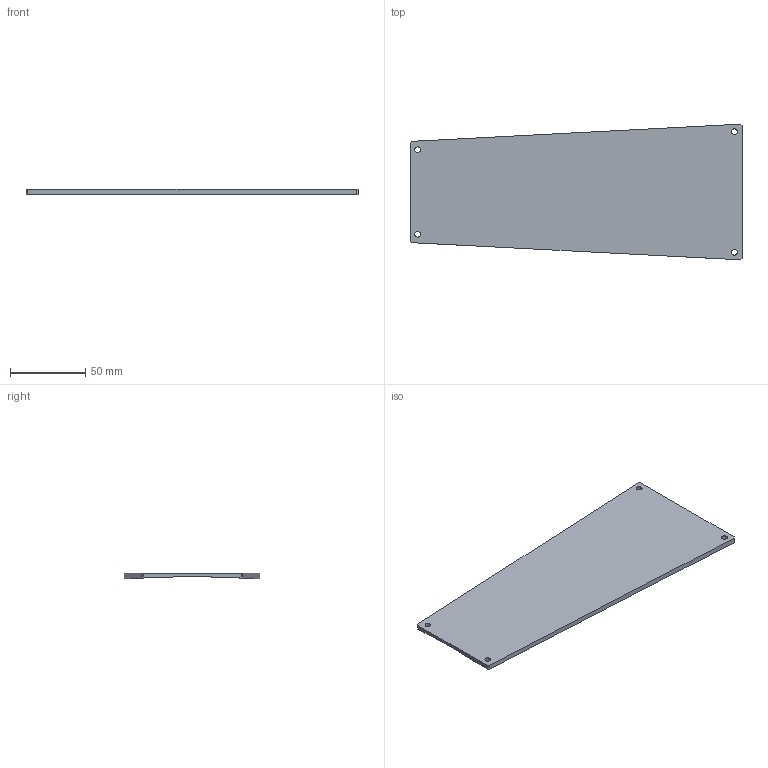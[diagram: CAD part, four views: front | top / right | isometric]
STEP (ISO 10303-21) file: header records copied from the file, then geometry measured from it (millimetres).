
FILE_DESCRIPTION (( 'STEP AP203' ), '1' );
FILE_NAME ('Capot Superieur_plexi_Défaut_sldprt.STEP', '2017-12-12T20:31:53', ( '' ), ( '' ), 'SwSTEP 2.0', 'SolidWorks 2016', '' );
FILE_SCHEMA (( 'CONFIG_CONTROL_DESIGN' ));
Length unit declared in the file: millimetre
Products named in the file (1): Capot Superieur_plexi_Défaut_sldprt
Bounding box: 220 x 89.9 x 3.57 mm (x, y, z)
Volume: 46308.8 mm3; surface area: 36509 mm2
Topology: 1 solids, 1 shells, 19 faces, 51 edges, 34 vertices
Faces by surface type: plane 11, cylinder 8
Entity records: 686 total; most frequent: CARTESIAN_POINT 129, ORIENTED_EDGE 102, DIRECTION 91, EDGE_CURVE 51, LINE 35, VECTOR 35, VERTEX_POINT 34, AXIS2_PLACEMENT_3D 28
